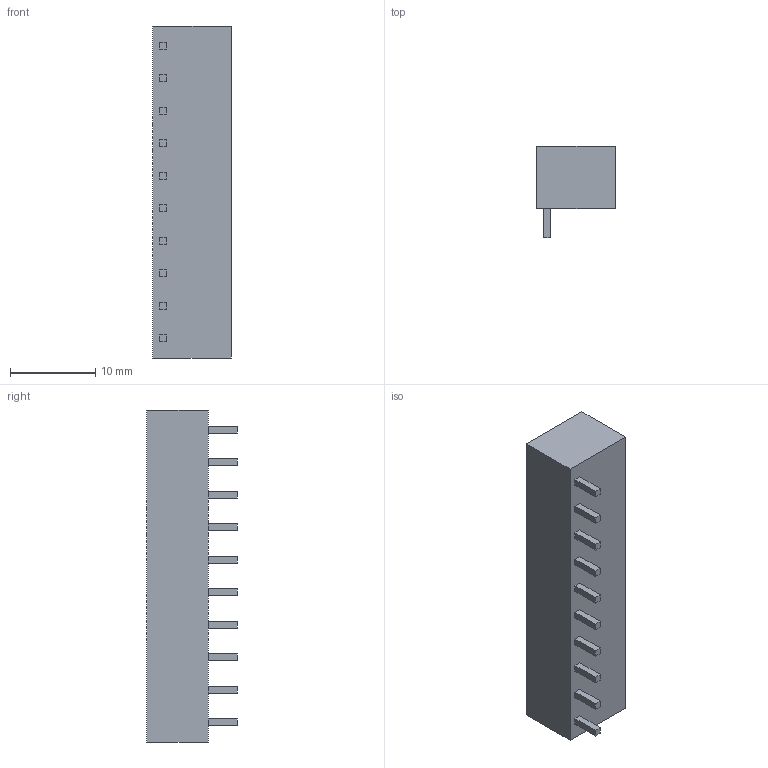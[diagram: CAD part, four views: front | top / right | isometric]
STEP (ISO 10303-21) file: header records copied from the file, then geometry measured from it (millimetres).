
FILE_DESCRIPTION(('STEP AP214'), '1');
FILE_NAME('15EDGRC-02P', '', ('UNSPECIFIED'), ('UNSPECIFIED'), 'ASCON STEP Converter 1.3', 'ASCON Math Kernel', '');
FILE_SCHEMA(('AUTOMOTIVE_DESIGN { 1 0 10303 214 3 1 1}'));
Length unit declared in the file: millimetre
Bounding box: 9.2 x 10.64 x 38.89 mm (x, y, z)
Volume: 1479.3 mm3; surface area: 3223.1 mm2
Topology: 1 solids, 1 shells, 236 faces, 612 edges, 408 vertices
Faces by surface type: plane 236
Entity records: 8988 total; most frequent: CARTESIAN_POINT 1257, ORIENTED_EDGE 1224, DIRECTION 1086, EDGE_CURVE 612, LINE 612, VECTOR 612, VERTEX_POINT 408, FACE_BOUND 266
